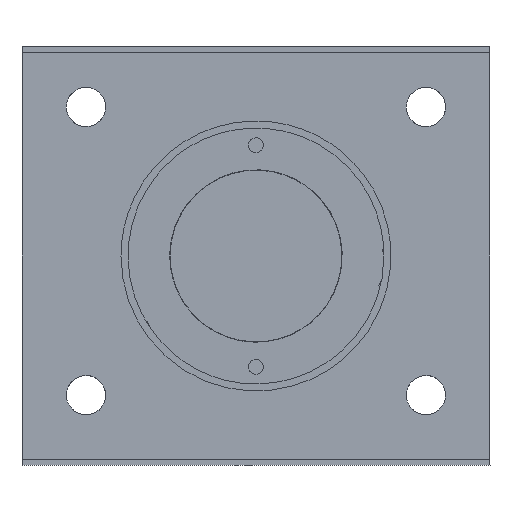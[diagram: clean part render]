
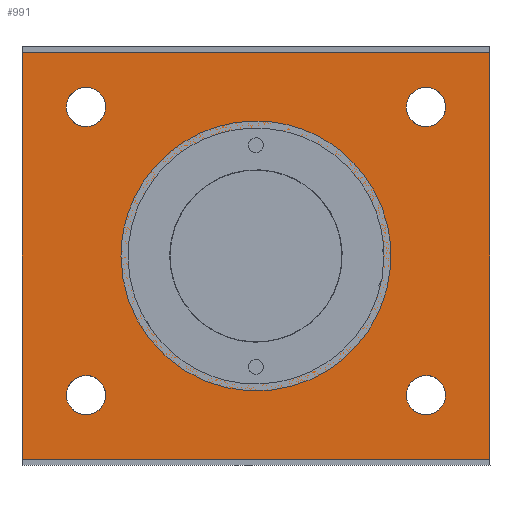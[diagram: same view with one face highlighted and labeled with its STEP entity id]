
A CAD part, front view. The second image highlights one B-rep face of the part: STEP entity #991.
In plain terms, the highlighted free-form (B-spline) face has degree [1, 1] with [2, 2] control points.
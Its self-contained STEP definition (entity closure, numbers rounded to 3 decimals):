
#827 = VERTEX_POINT('',#828);
#828 = CARTESIAN_POINT('',(217.261,0.,-187.635));
#833 = EDGE_CURVE('',#834,#827,#836,.T.);
#834 = VERTEX_POINT('',#835);
#835 = CARTESIAN_POINT('',(-32.918,0.,-187.635));
#836 = B_SPLINE_CURVE_WITH_KNOTS('',1,(#837,#838),.UNSPECIFIED.,.F.,.F.,
  (2,2),(-95.,95.),.PIECEWISE_BEZIER_KNOTS.);
#837 = CARTESIAN_POINT('',(-32.918,0.,-187.635));
#838 = CARTESIAN_POINT('',(217.261,0.,-187.635));
#862 = VERTEX_POINT('',#863);
#863 = CARTESIAN_POINT('',(217.261,0.,29.627));
#868 = EDGE_CURVE('',#862,#827,#869,.T.);
#869 = B_SPLINE_CURVE_WITH_KNOTS('',1,(#870,#871),.UNSPECIFIED.,.F.,.F.,
  (2,2),(2.5,167.5),.PIECEWISE_BEZIER_KNOTS.);
#870 = CARTESIAN_POINT('',(217.261,0.,29.627));
#871 = CARTESIAN_POINT('',(217.261,0.,-187.635));
#973 = EDGE_CURVE('',#862,#974,#976,.T.);
#974 = VERTEX_POINT('',#975);
#975 = CARTESIAN_POINT('',(-32.918,0.,29.627));
#976 = B_SPLINE_CURVE_WITH_KNOTS('',1,(#977,#978),.UNSPECIFIED.,.F.,.F.,
  (2,2),(-95.,95.),.PIECEWISE_BEZIER_KNOTS.);
#977 = CARTESIAN_POINT('',(217.261,0.,29.627));
#978 = CARTESIAN_POINT('',(-32.918,0.,29.627));
#991 = ADVANCED_FACE('',(#992,#1002,#1016,#1030,#1044,#1058),#1072,.F.);
#992 = FACE_BOUND('',#993,.T.);
#993 = EDGE_LOOP('',(#994,#995,#996,#997));
#994 = ORIENTED_EDGE('',*,*,#833,.T.);
#995 = ORIENTED_EDGE('',*,*,#868,.F.);
#996 = ORIENTED_EDGE('',*,*,#973,.T.);
#997 = ORIENTED_EDGE('',*,*,#998,.T.);
#998 = EDGE_CURVE('',#974,#834,#999,.T.);
#999 = B_SPLINE_CURVE_WITH_KNOTS('',1,(#1000,#1001),.UNSPECIFIED.,.F.,
  .F.,(2,2),(2.5,167.5),.PIECEWISE_BEZIER_KNOTS.);
#1000 = CARTESIAN_POINT('',(-32.918,0.,29.627));
#1001 = CARTESIAN_POINT('',(-32.918,0.,-187.635));
#1002 = FACE_BOUND('',#1003,.T.);
#1003 = EDGE_LOOP('',(#1004));
#1004 = ORIENTED_EDGE('',*,*,#1005,.T.);
#1005 = EDGE_CURVE('',#1006,#1006,#1008,.T.);
#1006 = VERTEX_POINT('',#1007);
#1007 = CARTESIAN_POINT('',(172.492,0.,-153.4));
#1008 = ( BOUNDED_CURVE() B_SPLINE_CURVE(2,(#1009,#1010,#1011,#1012,
#1013,#1014,#1015),.UNSPECIFIED.,.T.,.F.) B_SPLINE_CURVE_WITH_KNOTS((3,2
    ,2,3),(3.142,5.236,7.33,9.425),
.PIECEWISE_BEZIER_KNOTS.) CURVE() GEOMETRIC_REPRESENTATION_ITEM() 
RATIONAL_B_SPLINE_CURVE((1.,0.5,1.,0.5,1.,0.5,1.)) REPRESENTATION_ITEM(
  '') );
#1009 = CARTESIAN_POINT('',(172.492,0.,-153.4));
#1010 = CARTESIAN_POINT('',(172.492,0.,-135.155));
#1011 = CARTESIAN_POINT('',(188.293,0.,-144.277));
#1012 = CARTESIAN_POINT('',(204.094,0.,-153.4));
#1013 = CARTESIAN_POINT('',(188.293,0.,-162.522));
#1014 = CARTESIAN_POINT('',(172.492,0.,-171.645));
#1015 = CARTESIAN_POINT('',(172.492,0.,-153.4));
#1016 = FACE_BOUND('',#1017,.T.);
#1017 = EDGE_LOOP('',(#1018));
#1018 = ORIENTED_EDGE('',*,*,#1019,.T.);
#1019 = EDGE_CURVE('',#1020,#1020,#1022,.T.);
#1020 = VERTEX_POINT('',#1021);
#1021 = CARTESIAN_POINT('',(172.492,0.,0.658));
#1022 = ( BOUNDED_CURVE() B_SPLINE_CURVE(2,(#1023,#1024,#1025,#1026,
#1027,#1028,#1029),.UNSPECIFIED.,.T.,.F.) B_SPLINE_CURVE_WITH_KNOTS((3,2
    ,2,3),(3.142,5.236,7.33,9.425),
.PIECEWISE_BEZIER_KNOTS.) CURVE() GEOMETRIC_REPRESENTATION_ITEM() 
RATIONAL_B_SPLINE_CURVE((1.,0.5,1.,0.5,1.,0.5,1.)) REPRESENTATION_ITEM(
  '') );
#1023 = CARTESIAN_POINT('',(172.492,0.,0.658));
#1024 = CARTESIAN_POINT('',(172.492,0.,18.904));
#1025 = CARTESIAN_POINT('',(188.293,0.,9.781));
#1026 = CARTESIAN_POINT('',(204.094,0.,0.658));
#1027 = CARTESIAN_POINT('',(188.293,0.,-8.464));
#1028 = CARTESIAN_POINT('',(172.492,0.,-17.587));
#1029 = CARTESIAN_POINT('',(172.492,0.,0.658));
#1030 = FACE_BOUND('',#1031,.T.);
#1031 = EDGE_LOOP('',(#1032));
#1032 = ORIENTED_EDGE('',*,*,#1033,.T.);
#1033 = EDGE_CURVE('',#1034,#1034,#1036,.T.);
#1034 = VERTEX_POINT('',#1035);
#1035 = CARTESIAN_POINT('',(-9.217,0.,-153.4));
#1036 = ( BOUNDED_CURVE() B_SPLINE_CURVE(2,(#1037,#1038,#1039,#1040,
#1041,#1042,#1043),.UNSPECIFIED.,.T.,.F.) B_SPLINE_CURVE_WITH_KNOTS((3,2
    ,2,3),(3.142,5.236,7.33,9.425),
.PIECEWISE_BEZIER_KNOTS.) CURVE() GEOMETRIC_REPRESENTATION_ITEM() 
RATIONAL_B_SPLINE_CURVE((1.,0.5,1.,0.5,1.,0.5,1.)) REPRESENTATION_ITEM(
  '') );
#1037 = CARTESIAN_POINT('',(-9.217,0.,-153.4));
#1038 = CARTESIAN_POINT('',(-9.217,0.,-135.155));
#1039 = CARTESIAN_POINT('',(6.584,0.,-144.277));
#1040 = CARTESIAN_POINT('',(22.385,0.,-153.4));
#1041 = CARTESIAN_POINT('',(6.584,0.,-162.522));
#1042 = CARTESIAN_POINT('',(-9.217,0.,-171.645));
#1043 = CARTESIAN_POINT('',(-9.217,0.,-153.4));
#1044 = FACE_BOUND('',#1045,.T.);
#1045 = EDGE_LOOP('',(#1046));
#1046 = ORIENTED_EDGE('',*,*,#1047,.T.);
#1047 = EDGE_CURVE('',#1048,#1048,#1050,.T.);
#1048 = VERTEX_POINT('',#1049);
#1049 = CARTESIAN_POINT('',(-9.217,0.,0.658));
#1050 = ( BOUNDED_CURVE() B_SPLINE_CURVE(2,(#1051,#1052,#1053,#1054,
#1055,#1056,#1057),.UNSPECIFIED.,.T.,.F.) B_SPLINE_CURVE_WITH_KNOTS((3,2
    ,2,3),(3.142,5.236,7.33,9.425),
.PIECEWISE_BEZIER_KNOTS.) CURVE() GEOMETRIC_REPRESENTATION_ITEM() 
RATIONAL_B_SPLINE_CURVE((1.,0.5,1.,0.5,1.,0.5,1.)) REPRESENTATION_ITEM(
  '') );
#1051 = CARTESIAN_POINT('',(-9.217,0.,0.658));
#1052 = CARTESIAN_POINT('',(-9.217,0.,18.904));
#1053 = CARTESIAN_POINT('',(6.584,0.,9.781));
#1054 = CARTESIAN_POINT('',(22.385,0.,0.658));
#1055 = CARTESIAN_POINT('',(6.584,0.,-8.464));
#1056 = CARTESIAN_POINT('',(-9.217,0.,-17.587));
#1057 = CARTESIAN_POINT('',(-9.217,0.,0.658));
#1058 = FACE_BOUND('',#1059,.T.);
#1059 = EDGE_LOOP('',(#1060));
#1060 = ORIENTED_EDGE('',*,*,#1061,.T.);
#1061 = EDGE_CURVE('',#1062,#1062,#1064,.T.);
#1062 = VERTEX_POINT('',#1063);
#1063 = CARTESIAN_POINT('',(160.579,0.,-79.004));
#1064 = ( BOUNDED_CURVE() B_SPLINE_CURVE(2,(#1065,#1066,#1067,#1068,
#1069,#1070,#1071),.UNSPECIFIED.,.T.,.F.) B_SPLINE_CURVE_WITH_KNOTS((3,2
    ,2,3),(3.142,5.236,7.33,9.425),
.PIECEWISE_BEZIER_KNOTS.) CURVE() GEOMETRIC_REPRESENTATION_ITEM() 
RATIONAL_B_SPLINE_CURVE((1.,0.5,1.,0.5,1.,0.5,1.)) REPRESENTATION_ITEM(
  '') );
#1065 = CARTESIAN_POINT('',(160.579,0.,-79.004));
#1066 = CARTESIAN_POINT('',(160.579,0.,-197.49));
#1067 = CARTESIAN_POINT('',(57.968,0.,-138.247));
#1068 = CARTESIAN_POINT('',(-44.644,0.,-79.004));
#1069 = CARTESIAN_POINT('',(57.968,0.,-19.761));
#1070 = CARTESIAN_POINT('',(160.579,0.,39.481));
#1071 = CARTESIAN_POINT('',(160.579,0.,-79.004));
#1072 = B_SPLINE_SURFACE_WITH_KNOTS('',1,1,(
    (#1073,#1074)
    ,(#1075,#1076
    )),.UNSPECIFIED.,.F.,.F.,.F.,(2,2),(2,2),(-95.,95.),(-82.5,82.5),
  .PIECEWISE_BEZIER_KNOTS.);
#1073 = CARTESIAN_POINT('',(-32.918,0.,29.627));
#1074 = CARTESIAN_POINT('',(-32.918,0.,-187.635));
#1075 = CARTESIAN_POINT('',(217.261,0.,29.627));
#1076 = CARTESIAN_POINT('',(217.261,0.,-187.635));
